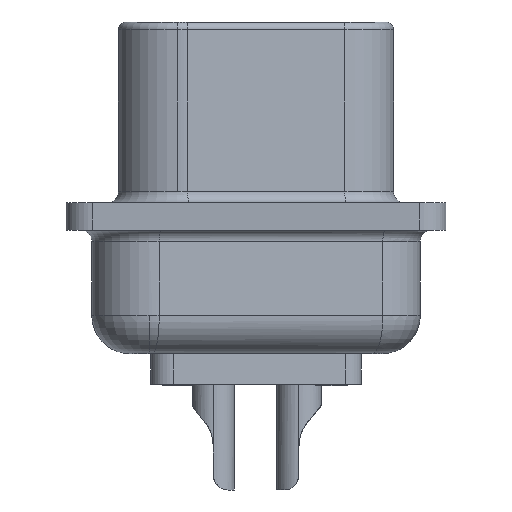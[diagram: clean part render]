
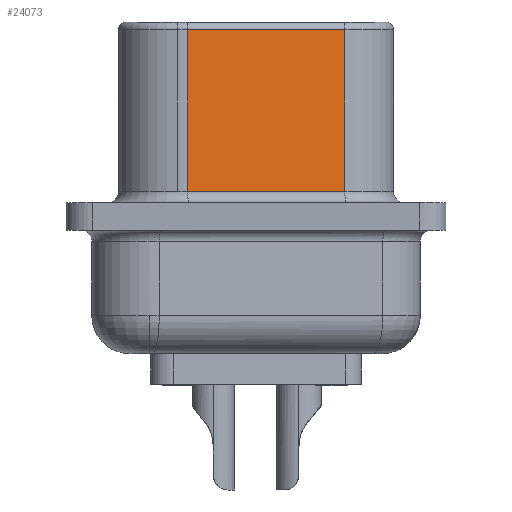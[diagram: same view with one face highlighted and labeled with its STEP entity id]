
A CAD part, left-side view. The second image highlights one B-rep face of the part: STEP entity #24073.
In plain terms, the highlighted planar face has unit normal (-0.985, -0.174, 0).
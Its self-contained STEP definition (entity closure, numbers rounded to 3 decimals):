
#232 = FACE_OUTER_BOUND ( 'NONE', #292, .T. ) ;
#292 = EDGE_LOOP ( 'NONE', ( #9574, #19387, #15240, #1626 ) ) ;
#512 = LINE ( 'NONE', #15588, #10648 ) ;
#1121 = CARTESIAN_POINT ( 'NONE',  ( 7.494, 3.355, 5.746 ) ) ;
#1626 = ORIENTED_EDGE ( 'NONE', *, *, #19411, .T. ) ;
#1772 = PLANE ( 'NONE',  #20858 ) ;
#3130 = CARTESIAN_POINT ( 'NONE',  ( 7.494, 3.355, 5.746 ) ) ;
#4589 = DIRECTION ( 'NONE',  ( 0., 0., -1. ) ) ;
#4694 = CARTESIAN_POINT ( 'NONE',  ( 7.494, 3.355, 0.381 ) ) ;
#5412 = VERTEX_POINT ( 'NONE', #16418 ) ;
#7447 = VECTOR ( 'NONE', #4589, 1000. ) ;
#7734 = DIRECTION ( 'NONE',  ( -0.174, 0.985, 0. ) ) ;
#7919 = VERTEX_POINT ( 'NONE', #3130 ) ;
#8901 = CARTESIAN_POINT ( 'NONE',  ( 6.575, 8.566, 5.746 ) ) ;
#9206 = EDGE_CURVE ( 'NONE', #22685, #5412, #15609, .T. ) ;
#9574 = ORIENTED_EDGE ( 'NONE', *, *, #9206, .T. ) ;
#10648 = VECTOR ( 'NONE', #19243, 1000. ) ;
#12724 = LINE ( 'NONE', #1121, #17676 ) ;
#13998 = CARTESIAN_POINT ( 'NONE',  ( 7.494, 3.355, 6. ) ) ;
#15031 = VECTOR ( 'NONE', #21307, 1000. ) ;
#15240 = ORIENTED_EDGE ( 'NONE', *, *, #23234, .F. ) ;
#15588 = CARTESIAN_POINT ( 'NONE',  ( 7.494, 3.355, 0.381 ) ) ;
#15609 = LINE ( 'NONE', #19364, #15031 ) ;
#15980 = VERTEX_POINT ( 'NONE', #4694 ) ;
#16418 = CARTESIAN_POINT ( 'NONE',  ( 6.575, 8.566, 0.381 ) ) ;
#17104 = CARTESIAN_POINT ( 'NONE',  ( 7.494, 3.355, 6. ) ) ;
#17676 = VECTOR ( 'NONE', #23698, 1000. ) ;
#19001 = DIRECTION ( 'NONE',  ( 0.985, 0.174, 0. ) ) ;
#19243 = DIRECTION ( 'NONE',  ( 0.174, -0.985, 0. ) ) ;
#19364 = CARTESIAN_POINT ( 'NONE',  ( 6.575, 8.566, 6. ) ) ;
#19387 = ORIENTED_EDGE ( 'NONE', *, *, #19555, .T. ) ;
#19411 = EDGE_CURVE ( 'NONE', #7919, #22685, #12724, .T. ) ;
#19555 = EDGE_CURVE ( 'NONE', #5412, #15980, #512, .T. ) ;
#20858 = AXIS2_PLACEMENT_3D ( 'NONE', #17104, #19001, #7734 ) ;
#21307 = DIRECTION ( 'NONE',  ( 0., 0., -1. ) ) ;
#22394 = LINE ( 'NONE', #13998, #7447 ) ;
#22685 = VERTEX_POINT ( 'NONE', #8901 ) ;
#23234 = EDGE_CURVE ( 'NONE', #7919, #15980, #22394, .T. ) ;
#23698 = DIRECTION ( 'NONE',  ( -0.174, 0.985, 0. ) ) ;
#24073 = ADVANCED_FACE ( 'NONE', ( #232 ), #1772, .F. ) ;
